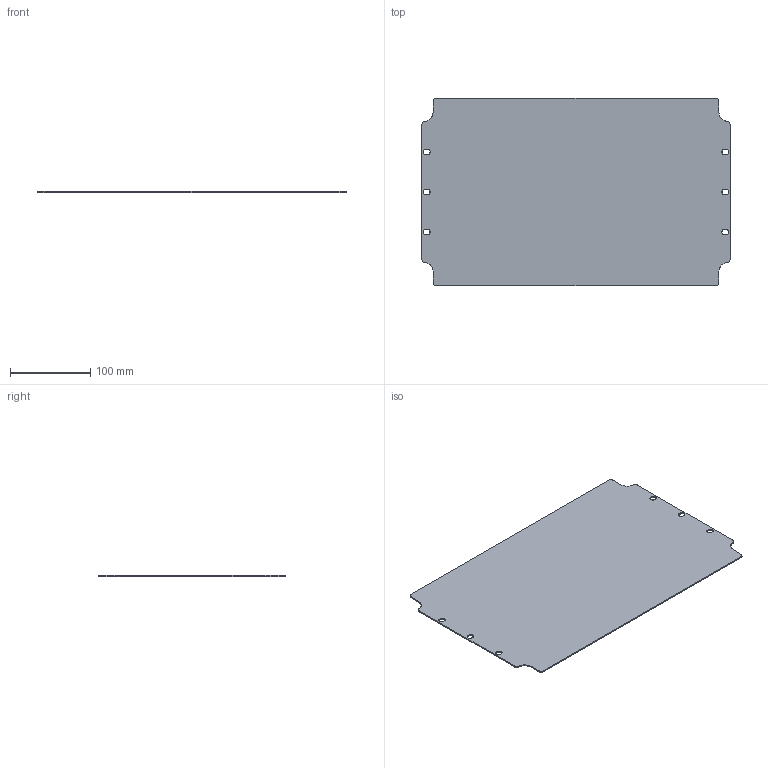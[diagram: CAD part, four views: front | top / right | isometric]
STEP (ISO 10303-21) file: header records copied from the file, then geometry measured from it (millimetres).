
FILE_DESCRIPTION(('CATIA V5R24 STEP','CAx-IF Rec.Pracs.--- Model Styling and Organization---1.2---2011-12-15'),'2;1');
FILE_NAME ('D1464911_0_9510650000_9510650000.stp','2018-07-20T10:33:59+00:00',('none'),('Weidmueller'),'CATIA Version 5-6 Release 2014 SP4 HF52','CATIA V5 STEP AP214','none');
FILE_SCHEMA(('AUTOMOTIVE_DESIGN { 1 0 10303 214 1 1 1 1 }'));
Length unit declared in the file: millimetre
Products named in the file (1): POK_MOPL_2540
Bounding box: 384 x 234 x 1.5 mm (x, y, z)
Volume: 132008.1 mm3; surface area: 178038.7 mm2
Topology: 1 solids, 1 shells, 46 faces, 132 edges, 88 vertices
Faces by surface type: cylinder 24, plane 22
Entity records: 1731 total; most frequent: CARTESIAN_POINT 467, ORIENTED_EDGE 264, DIRECTION 202, EDGE_CURVE 132, VERTEX_POINT 88, VECTOR 84, LINE 84, AXIS2_PLACEMENT_3D 73
